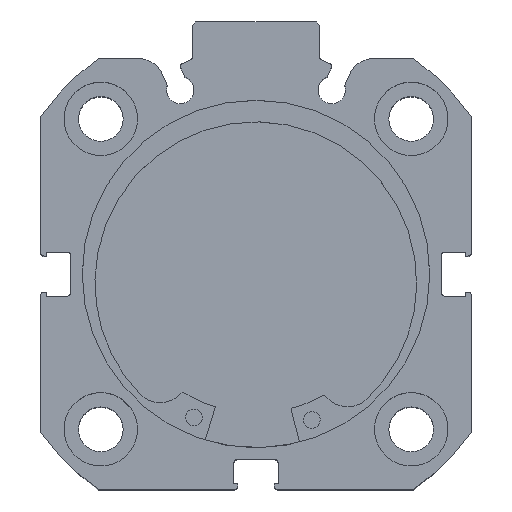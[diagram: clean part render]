
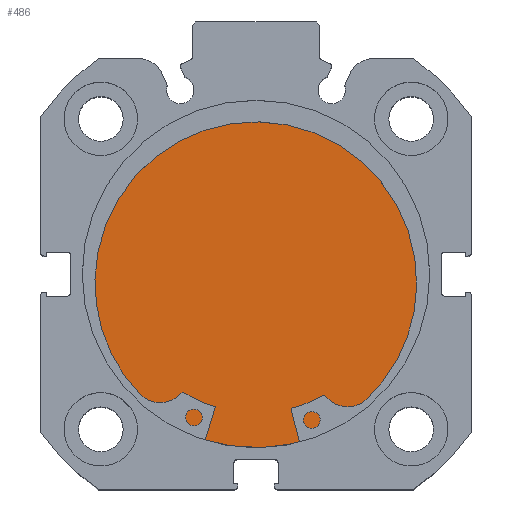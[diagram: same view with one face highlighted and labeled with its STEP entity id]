
A CAD part, top view. The second image highlights one B-rep face of the part: STEP entity #486.
In plain terms, the highlighted face is planar.
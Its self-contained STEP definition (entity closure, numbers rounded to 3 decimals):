
#486 = ADVANCED_FACE ( 'NONE', ( #1107 ), #3809, .F. ) ;
#941 = ORIENTED_EDGE ( 'NONE', *, *, #3304, .F. ) ;
#942 = ORIENTED_EDGE ( 'NONE', *, *, #3317, .F. ) ;
#1107 = FACE_OUTER_BOUND ( 'NONE', #1181, .T. ) ;
#1181 = EDGE_LOOP ( 'NONE', ( #942, #941 ) ) ;
#2455 = CIRCLE ( 'NONE', #6728, 26. ) ;
#2488 = CIRCLE ( 'NONE', #6724, 26. ) ;
#2517 = AXIS2_PLACEMENT_3D ( 'NONE', #3815, #4021, #4395 ) ;
#3304 = EDGE_CURVE ( 'NONE', #5953, #5961, #2455, .T. ) ;
#3317 = EDGE_CURVE ( 'NONE', #5961, #5953, #2488, .T. ) ;
#3809 = PLANE ( 'NONE',  #2517 ) ;
#3815 = CARTESIAN_POINT ( 'NONE',  ( 9., 26., 0. ) ) ;
#4021 = DIRECTION ( 'NONE',  ( -1., 0., 0. ) ) ;
#4395 = DIRECTION ( 'NONE',  ( 0., 0., 1. ) ) ;
#4803 = CARTESIAN_POINT ( 'NONE',  ( 9., 0., 0. ) ) ;
#4804 = DIRECTION ( 'NONE',  ( -1., 0., 0. ) ) ;
#4805 = DIRECTION ( 'NONE',  ( 0., 0., 1. ) ) ;
#4832 = CARTESIAN_POINT ( 'NONE',  ( 9., 0., 0. ) ) ;
#4833 = DIRECTION ( 'NONE',  ( -1., 0., 0. ) ) ;
#4834 = DIRECTION ( 'NONE',  ( 0., 0., 1. ) ) ;
#5481 = CARTESIAN_POINT ( 'NONE',  ( 9., 0., -26. ) ) ;
#5489 = CARTESIAN_POINT ( 'NONE',  ( 9., 0., 26. ) ) ;
#5953 = VERTEX_POINT ( 'NONE', #5481 ) ;
#5961 = VERTEX_POINT ( 'NONE', #5489 ) ;
#6724 = AXIS2_PLACEMENT_3D ( 'NONE', #4832, #4833, #4834 ) ;
#6728 = AXIS2_PLACEMENT_3D ( 'NONE', #4803, #4804, #4805 ) ;
